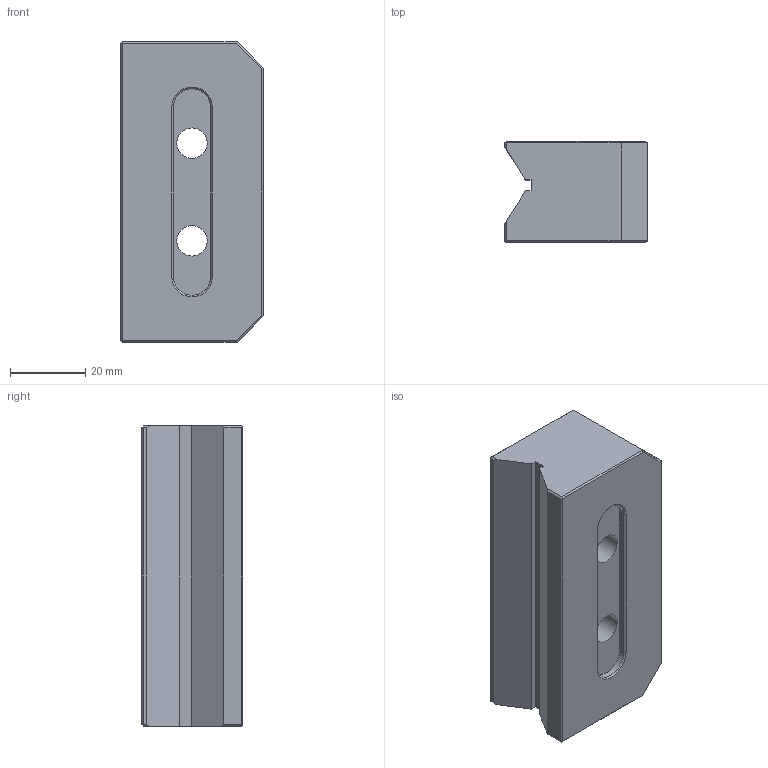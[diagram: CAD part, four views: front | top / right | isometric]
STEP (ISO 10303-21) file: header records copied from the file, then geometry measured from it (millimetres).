
FILE_DESCRIPTION (( 'STEP AP214' ), '1' );
FILE_NAME ('Pakne prizma.STEP', '2022-04-12T07:33:06', ( '' ), ( '' ), 'SwSTEP 2.0', 'SolidWorks 2013', '' );
FILE_SCHEMA (( 'AUTOMOTIVE_DESIGN' ));
Length unit declared in the file: millimetre
Products named in the file (1): Pakne prizma
Bounding box: 38 x 27 x 80 mm (x, y, z)
Volume: 69621.8 mm3; surface area: 13949.9 mm2
Topology: 1 solids, 1 shells, 56 faces, 135 edges, 84 vertices
Faces by surface type: plane 39, cylinder 10, cone 7
Entity records: 2265 total; most frequent: DIRECTION 281, CARTESIAN_POINT 276, ORIENTED_EDGE 270, EDGE_CURVE 135, VECTOR 103, LINE 103, AXIS2_PLACEMENT_3D 89, VERTEX_POINT 84
